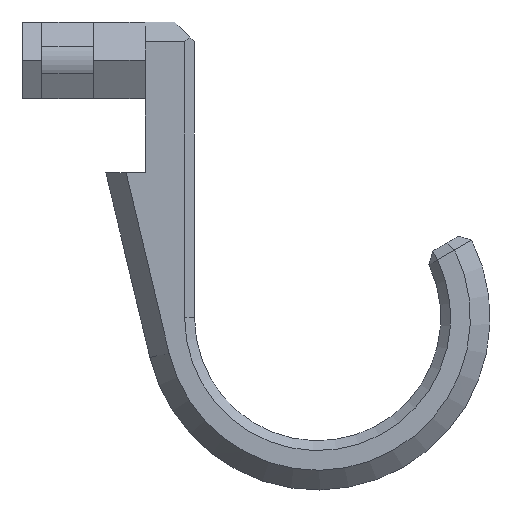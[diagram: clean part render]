
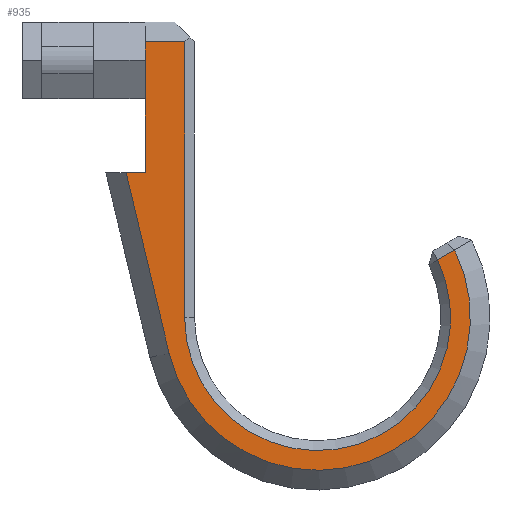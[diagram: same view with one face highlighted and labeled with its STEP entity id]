
A CAD part, front view. The second image highlights one B-rep face of the part: STEP entity #935.
In plain terms, the highlighted planar face has unit normal (0, -1, 0).
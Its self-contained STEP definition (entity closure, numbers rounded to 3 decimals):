
#25=CIRCLE('',#996,27.);
#29=CIRCLE('',#1006,31.);
#57=FACE_OUTER_BOUND('',#110,.T.);
#110=EDGE_LOOP('',(#658,#659,#660,#661,#662,#663,#664,#665,#666,#667));
#171=LINE('',#1350,#282);
#175=LINE('',#1358,#286);
#183=LINE('',#1458,#294);
#184=LINE('',#1460,#295);
#185=LINE('',#1462,#296);
#186=LINE('',#1464,#297);
#187=LINE('',#1466,#298);
#188=LINE('',#1468,#299);
#282=VECTOR('',#1085,10.);
#286=VECTOR('',#1091,10.);
#294=VECTOR('',#1111,10.);
#295=VECTOR('',#1112,10.);
#296=VECTOR('',#1113,10.);
#297=VECTOR('',#1114,10.);
#298=VECTOR('',#1115,10.);
#299=VECTOR('',#1116,10.);
#391=VERTEX_POINT('',#1330);
#394=VERTEX_POINT('',#1342);
#396=VERTEX_POINT('',#1348);
#399=VERTEX_POINT('',#1357);
#411=VERTEX_POINT('',#1457);
#412=VERTEX_POINT('',#1459);
#413=VERTEX_POINT('',#1461);
#414=VERTEX_POINT('',#1463);
#415=VERTEX_POINT('',#1465);
#416=VERTEX_POINT('',#1467);
#482=EDGE_CURVE('',#394,#391,#25,.T.);
#485=EDGE_CURVE('',#396,#394,#171,.T.);
#489=EDGE_CURVE('',#391,#399,#175,.T.);
#509=EDGE_CURVE('',#411,#396,#183,.T.);
#510=EDGE_CURVE('',#411,#412,#184,.T.);
#511=EDGE_CURVE('',#412,#413,#185,.T.);
#512=EDGE_CURVE('',#413,#414,#186,.T.);
#513=EDGE_CURVE('',#414,#415,#187,.T.);
#514=EDGE_CURVE('',#416,#415,#188,.T.);
#515=EDGE_CURVE('',#399,#416,#29,.T.);
#658=ORIENTED_EDGE('',*,*,#489,.F.);
#659=ORIENTED_EDGE('',*,*,#482,.F.);
#660=ORIENTED_EDGE('',*,*,#485,.F.);
#661=ORIENTED_EDGE('',*,*,#509,.F.);
#662=ORIENTED_EDGE('',*,*,#510,.T.);
#663=ORIENTED_EDGE('',*,*,#511,.T.);
#664=ORIENTED_EDGE('',*,*,#512,.T.);
#665=ORIENTED_EDGE('',*,*,#513,.T.);
#666=ORIENTED_EDGE('',*,*,#514,.F.);
#667=ORIENTED_EDGE('',*,*,#515,.F.);
#888=PLANE('',#1005);
#935=ADVANCED_FACE('',(#57),#888,.T.);
#996=AXIS2_PLACEMENT_3D('',#1344,#1078,#1079);
#1005=AXIS2_PLACEMENT_3D('',#1456,#1109,#1110);
#1006=AXIS2_PLACEMENT_3D('',#1469,#1117,#1118);
#1078=DIRECTION('center_axis',(0.,-1.,0.));
#1079=DIRECTION('ref_axis',(1.,0.,0.));
#1085=DIRECTION('',(0.,0.,-1.));
#1091=DIRECTION('',(0.866,0.,0.5));
#1109=DIRECTION('center_axis',(0.,-1.,0.));
#1110=DIRECTION('ref_axis',(-1.,0.,0.));
#1111=DIRECTION('',(1.,0.,0.));
#1112=DIRECTION('',(0.,0.,-1.));
#1113=DIRECTION('',(0.,0.,-1.));
#1114=DIRECTION('',(0.,0.,-1.));
#1115=DIRECTION('',(-1.,0.,0.));
#1116=DIRECTION('',(-0.232,0.,0.973));
#1117=DIRECTION('center_axis',(0.,1.,0.));
#1118=DIRECTION('ref_axis',(0.973,0.,0.232));
#1330=CARTESIAN_POINT('',(-18.682,-9.,-32.681));
#1342=CARTESIAN_POINT('',(-70.,-9.,-44.412));
#1344=CARTESIAN_POINT('Origin',(-43.,-9.,-44.412));
#1348=CARTESIAN_POINT('',(-70.,-9.,11.588));
#1350=CARTESIAN_POINT('',(-70.,-9.,-38.162));
#1357=CARTESIAN_POINT('',(-15.209,-9.,-30.676));
#1358=CARTESIAN_POINT('',(-25.638,-9.,-36.697));
#1456=CARTESIAN_POINT('Origin',(-47.,-9.,-31.912));
#1457=CARTESIAN_POINT('',(-78.,-9.,11.588));
#1458=CARTESIAN_POINT('',(-62.5,-9.,11.588));
#1459=CARTESIAN_POINT('',(-78.,-9.,7.794));
#1460=CARTESIAN_POINT('',(-78.,-9.,15.588));
#1461=CARTESIAN_POINT('',(-78.,-9.,0.));
#1462=CARTESIAN_POINT('',(-78.,-9.,15.588));
#1463=CARTESIAN_POINT('',(-78.,-9.,-15.));
#1464=CARTESIAN_POINT('',(-78.,-9.,0.));
#1465=CARTESIAN_POINT('',(-81.888,-9.,-15.));
#1466=CARTESIAN_POINT('',(-78.,-9.,-15.));
#1467=CARTESIAN_POINT('',(-73.154,-9.,-51.606));
#1468=CARTESIAN_POINT('',(-79.15,-9.,-26.474));
#1469=CARTESIAN_POINT('Origin',(-43.,-9.,-44.412));
